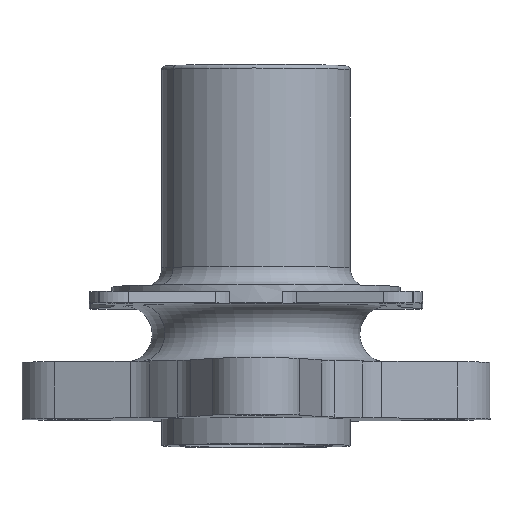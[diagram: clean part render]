
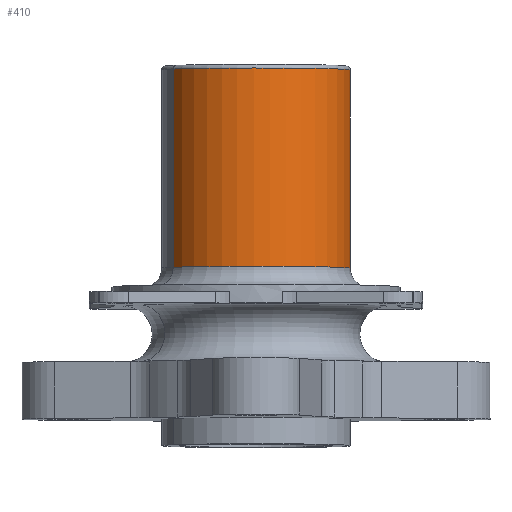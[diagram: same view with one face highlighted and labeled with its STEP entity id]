
A CAD part, top view. The second image highlights one B-rep face of the part: STEP entity #410.
In plain terms, the highlighted cylindrical face has radius 25 mm (diameter 50 mm), a partial arc.
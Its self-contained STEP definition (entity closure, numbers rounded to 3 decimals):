
#329=CARTESIAN_POINT('Vertex',(21.94,62.256,-13.194)) ;
#336=CARTESIAN_POINT('Vertex',(-21.94,62.72,10.773)) ;
#356=CARTESIAN_POINT('Axis2P3D Location',(0.,62.488,-1.211)) ;
#368=CARTESIAN_POINT('Axis2P3D Location',(0.,13.248,-0.257)) ;
#373=CARTESIAN_POINT('Line Origine',(-21.94,13.48,11.727)) ;
#377=CARTESIAN_POINT('Vertex',(-21.94,10.23,11.79)) ;
#380=CARTESIAN_POINT('Line Origine',(21.94,13.015,-12.24)) ;
#384=CARTESIAN_POINT('Vertex',(21.94,9.766,-12.177)) ;
#399=CARTESIAN_POINT('Axis2P3D Location',(0.,9.998,-0.194)) ;
#357=DIRECTION('Axis2P3D Direction',(0.,1.,-0.019)) ;
#369=DIRECTION('Axis2P3D Direction',(0.,1.,-0.019)) ;
#370=DIRECTION('Axis2P3D XDirection',(-0.878,0.009,0.479)) ;
#374=DIRECTION('Vector Direction',(0.,1.,-0.019)) ;
#381=DIRECTION('Vector Direction',(0.,1.,-0.019)) ;
#400=DIRECTION('Axis2P3D Direction',(0.,1.,-0.019)) ;
#358=AXIS2_PLACEMENT_3D('Circle Axis2P3D',#356,#357,$) ;
#371=AXIS2_PLACEMENT_3D('Cylinder Axis2P3D',#368,#369,#370) ;
#401=AXIS2_PLACEMENT_3D('Circle Axis2P3D',#399,#400,$) ;
#405=ORIENTED_EDGE('',*,*,#386,.T.) ;
#406=ORIENTED_EDGE('',*,*,#360,.F.) ;
#407=ORIENTED_EDGE('',*,*,#379,.F.) ;
#408=ORIENTED_EDGE('',*,*,#403,.F.) ;
#375=VECTOR('Line Direction',#374,1.) ;
#382=VECTOR('Line Direction',#381,1.) ;
#410=ADVANCED_FACE('Corps principal',(#409),#372,.T.) ;
#359=CIRCLE('generated circle',#358,25.) ;
#402=CIRCLE('generated circle',#401,25.) ;
#372=CYLINDRICAL_SURFACE('generated cylinder',#371,25.) ;
#360=EDGE_CURVE('',#337,#330,#359,.T.) ;
#379=EDGE_CURVE('',#378,#337,#376,.T.) ;
#386=EDGE_CURVE('',#385,#330,#383,.T.) ;
#403=EDGE_CURVE('',#385,#378,#402,.F.) ;
#404=EDGE_LOOP('',(#405,#406,#407,#408)) ;
#409=FACE_OUTER_BOUND('',#404,.T.) ;
#376=LINE('Line',#373,#375) ;
#383=LINE('Line',#380,#382) ;
#330=VERTEX_POINT('',#329) ;
#337=VERTEX_POINT('',#336) ;
#378=VERTEX_POINT('',#377) ;
#385=VERTEX_POINT('',#384) ;
